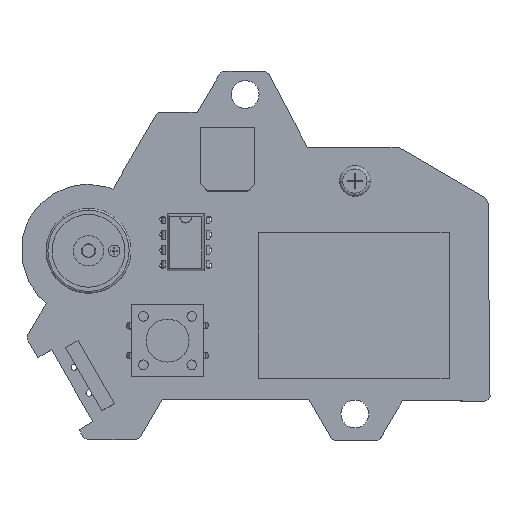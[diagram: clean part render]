
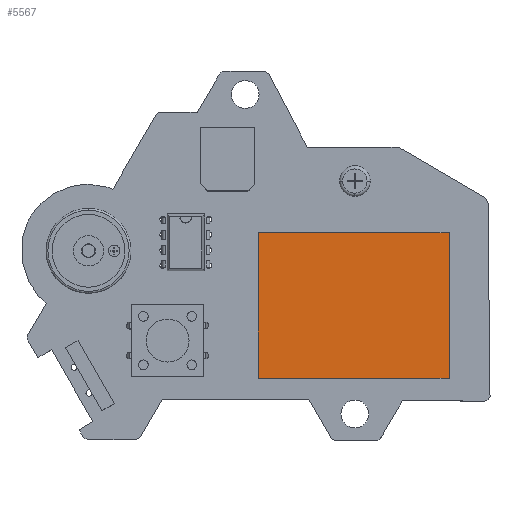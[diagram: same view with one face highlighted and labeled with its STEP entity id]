
A CAD part, top view. The second image highlights one B-rep face of the part: STEP entity #5567.
In plain terms, the highlighted planar face has unit normal (0, 0, 1).
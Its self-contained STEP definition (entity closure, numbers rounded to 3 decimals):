
#3153=FACE_OUTER_BOUND($,#3735,.F.);
#3735=EDGE_LOOP($,(#6785,#6786,#6787,#6788));
#4414=AXIS2_PLACEMENT_3D($,#16153,#13223,$);
#5204=PLANE($,#4414);
#5567=ADVANCED_FACE($,(#3153),#5204,.T.);
#6785=ORIENTED_EDGE($,*,*,#9134,.T.);
#6786=ORIENTED_EDGE($,*,*,#9135,.T.);
#6787=ORIENTED_EDGE($,*,*,#9136,.T.);
#6788=ORIENTED_EDGE($,*,*,#9137,.T.);
#9134=EDGE_CURVE($,#12442,#12443,#11452,.T.);
#9135=EDGE_CURVE($,#12443,#12444,#11453,.T.);
#9136=EDGE_CURVE($,#12444,#12445,#11454,.T.);
#9137=EDGE_CURVE($,#12445,#12442,#11455,.T.);
#10455=VECTOR($,#13649,24.);
#10456=VECTOR($,#13650,31.485);
#10457=VECTOR($,#13651,24.);
#10458=VECTOR($,#13652,31.485);
#11452=LINE($,#16152,#10455);
#11453=LINE($,#16153,#10456);
#11454=LINE($,#16154,#10457);
#11455=LINE($,#16155,#10458);
#12442=VERTEX_POINT($,#16152);
#12443=VERTEX_POINT($,#16153);
#12444=VERTEX_POINT($,#16154);
#12445=VERTEX_POINT($,#16155);
#13223=DIRECTION($,(0.,0.,1.));
#13649=DIRECTION($,(0.,1.,0.));
#13650=DIRECTION($,(1.,0.,0.));
#13651=DIRECTION($,(0.,-1.,0.));
#13652=DIRECTION($,(-1.,0.,0.));
#16152=CARTESIAN_POINT('',(0.447,-12.,3.81));
#16153=CARTESIAN_POINT('',(0.447,12.,3.81));
#16154=CARTESIAN_POINT('',(31.932,12.,3.81));
#16155=CARTESIAN_POINT('',(31.932,-12.,3.81));
